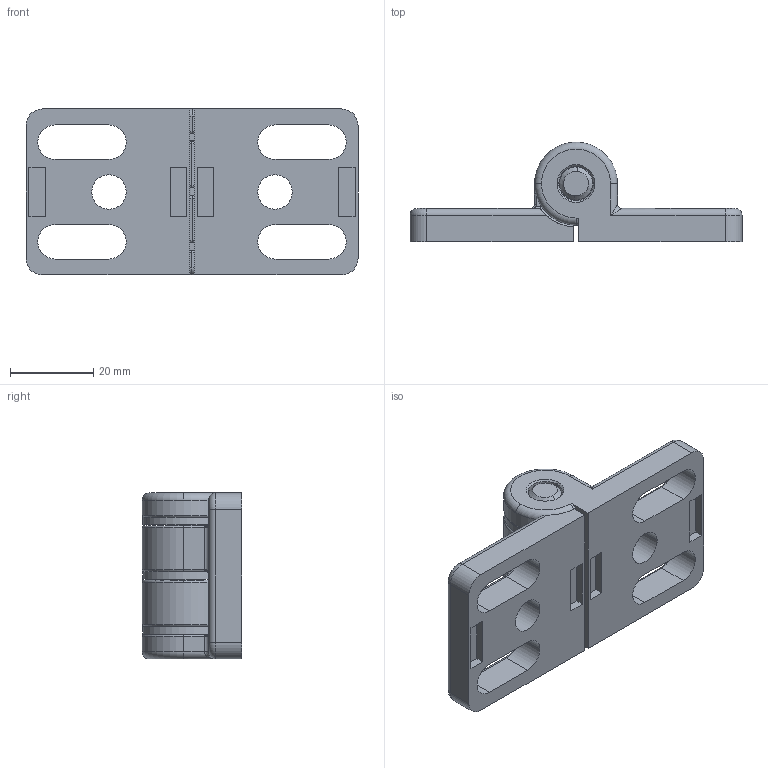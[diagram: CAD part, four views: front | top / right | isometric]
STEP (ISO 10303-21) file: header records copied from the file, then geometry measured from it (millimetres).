
FILE_DESCRIPTION (( 'STEP AP214' ), '1' );
FILE_NAME ('095300.STEP', '2014-08-14T12:18:51', ( '' ), ( '' ), 'SwSTEP 2.0', 'SolidWorks 2014', '' );
FILE_SCHEMA (( 'AUTOMOTIVE_DESIGN' ));
Length unit declared in the file: millimetre
Products named in the file (4): 095300; 095z-01_095z.01; 095z-02_095Z.02; 095310n08r_095 310
Assembly tree (6 placements, depth 2):
  095300
    095310n08r_095 310  x2
    095z-02_095Z.02  x3
    095z-01_095z.01
Bounding box: 80 x 24 x 40 mm (x, y, z)
Volume: 28957.3 mm3; surface area: 16417.7 mm2
Topology: 6 solids, 6 shells, 230 faces, 550 edges, 328 vertices
Faces by surface type: cylinder 96, plane 62, torus 56, cone 8, bspline 8
Entity records: 3983 total; most frequent: CARTESIAN_POINT 858, DIRECTION 685, ORIENTED_EDGE 580, EDGE_CURVE 290, AXIS2_PLACEMENT_3D 280, VERTEX_POINT 173, CIRCLE 150, EDGE_LOOP 139
